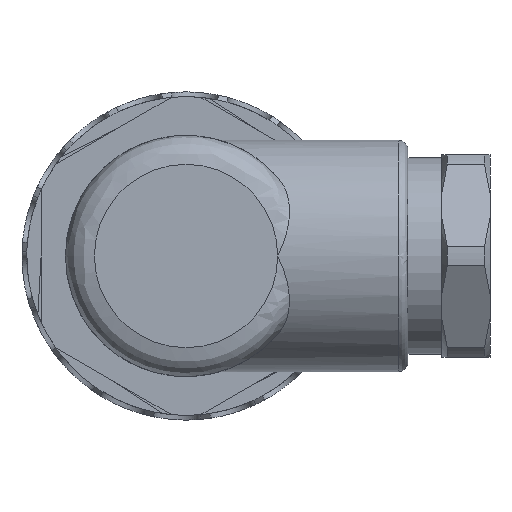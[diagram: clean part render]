
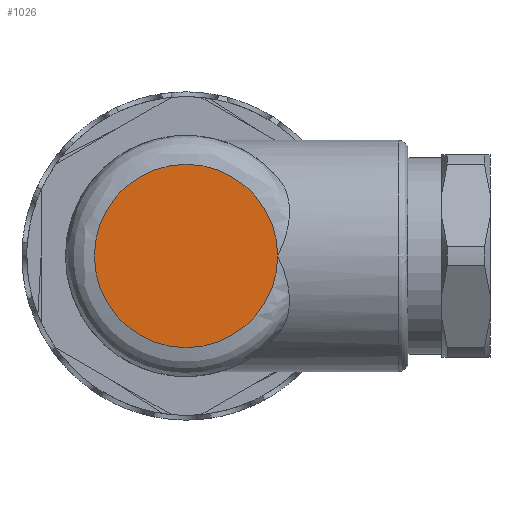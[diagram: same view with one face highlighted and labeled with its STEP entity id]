
A CAD part, front view. The second image highlights one B-rep face of the part: STEP entity #1026.
In plain terms, the highlighted planar face has unit normal (0, -1, 0).
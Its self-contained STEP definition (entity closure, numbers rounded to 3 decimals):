
#376=FACE_OUTER_BOUND('',#3005,.T.);
#636=PLANE('',#7741);
#1026=ADVANCED_FACE('',(#376),#636,.T.);
#3005=EDGE_LOOP('',(#4542,#4543));
#4542=ORIENTED_EDGE('',*,*,#6681,.T.);
#4543=ORIENTED_EDGE('',*,*,#6682,.T.);
#5757=VERTEX_POINT('',#12843);
#5758=VERTEX_POINT('',#12844);
#6681=EDGE_CURVE('',#5757,#5758,#7235,.T.);
#6682=EDGE_CURVE('',#5758,#5757,#7236,.T.);
#7235=CIRCLE('',#7739,9.5);
#7236=CIRCLE('',#7740,9.5);
#7739=AXIS2_PLACEMENT_3D('',#12842,#9135,#9136);
#7740=AXIS2_PLACEMENT_3D('',#12845,#9137,#9138);
#7741=AXIS2_PLACEMENT_3D('',#12846,#9139,#9140);
#9135=DIRECTION('',(0.,-1.,0.));
#9136=DIRECTION('',(-1.,0.,0.));
#9137=DIRECTION('',(0.,-1.,0.));
#9138=DIRECTION('',(1.,0.,0.));
#9139=DIRECTION('',(0.,-1.,0.));
#9140=DIRECTION('',(-1.,0.,0.));
#12842=CARTESIAN_POINT('',(-2.781,-70.382,-3.831));
#12843=CARTESIAN_POINT('',(-12.281,-70.382,-3.831));
#12844=CARTESIAN_POINT('',(6.719,-70.382,-3.831));
#12845=CARTESIAN_POINT('',(-2.781,-70.382,-3.831));
#12846=CARTESIAN_POINT('',(7.144,-70.382,9.919));
